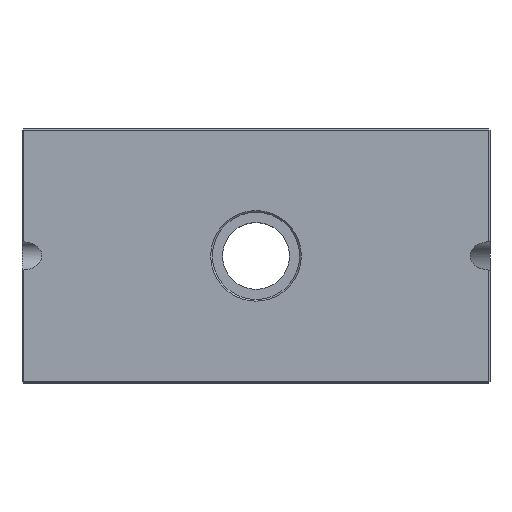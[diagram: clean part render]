
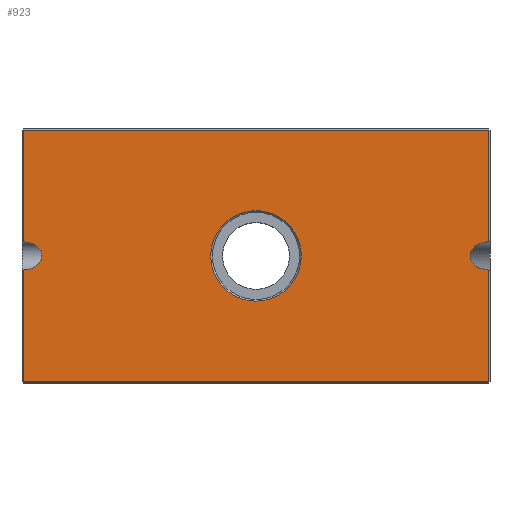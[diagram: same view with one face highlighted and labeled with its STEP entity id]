
A CAD part, top view. The second image highlights one B-rep face of the part: STEP entity #923.
In plain terms, the highlighted planar face has unit normal (0, 0, 1).
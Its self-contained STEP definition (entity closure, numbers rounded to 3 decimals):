
#49=FACE_BOUND('',#179,.T.);
#68=ELLIPSE('',#997,2.994,2.117);
#69=ELLIPSE('',#998,2.994,2.117);
#82=CIRCLE('',#999,6.775);
#125=FACE_OUTER_BOUND('',#178,.T.);
#178=EDGE_LOOP('',(#654,#655,#656,#657,#658,#659,#660,#661));
#179=EDGE_LOOP('',(#662));
#253=LINE('',#1390,#329);
#260=LINE('',#1403,#336);
#263=LINE('',#1410,#339);
#266=LINE('',#1423,#342);
#267=LINE('',#1425,#343);
#268=LINE('',#1427,#344);
#329=VECTOR('',#1113,10.);
#336=VECTOR('',#1126,10.);
#339=VECTOR('',#1133,10.);
#342=VECTOR('',#1146,10.);
#343=VECTOR('',#1147,10.);
#344=VECTOR('',#1148,10.);
#399=VERTEX_POINT('',#1376);
#403=VERTEX_POINT('',#1388);
#405=VERTEX_POINT('',#1394);
#407=VERTEX_POINT('',#1406);
#412=VERTEX_POINT('',#1420);
#413=VERTEX_POINT('',#1422);
#414=VERTEX_POINT('',#1424);
#415=VERTEX_POINT('',#1426);
#416=VERTEX_POINT('',#1429);
#491=EDGE_CURVE('',#403,#399,#253,.T.);
#498=EDGE_CURVE('',#399,#405,#260,.T.);
#502=EDGE_CURVE('',#405,#407,#263,.T.);
#507=EDGE_CURVE('',#403,#412,#68,.T.);
#508=EDGE_CURVE('',#413,#412,#266,.T.);
#509=EDGE_CURVE('',#414,#413,#267,.T.);
#510=EDGE_CURVE('',#415,#414,#268,.T.);
#511=EDGE_CURVE('',#415,#407,#69,.T.);
#512=EDGE_CURVE('',#416,#416,#82,.T.);
#654=ORIENTED_EDGE('',*,*,#502,.F.);
#655=ORIENTED_EDGE('',*,*,#498,.F.);
#656=ORIENTED_EDGE('',*,*,#491,.F.);
#657=ORIENTED_EDGE('',*,*,#507,.T.);
#658=ORIENTED_EDGE('',*,*,#508,.F.);
#659=ORIENTED_EDGE('',*,*,#509,.F.);
#660=ORIENTED_EDGE('',*,*,#510,.F.);
#661=ORIENTED_EDGE('',*,*,#511,.T.);
#662=ORIENTED_EDGE('',*,*,#512,.F.);
#890=PLANE('',#996);
#923=ADVANCED_FACE('',(#125,#49),#890,.T.);
#996=AXIS2_PLACEMENT_3D('',#1419,#1142,#1143);
#997=AXIS2_PLACEMENT_3D('',#1421,#1144,#1145);
#998=AXIS2_PLACEMENT_3D('',#1428,#1149,#1150);
#999=AXIS2_PLACEMENT_3D('',#1430,#1151,#1152);
#1113=DIRECTION('',(0.,1.,0.));
#1126=DIRECTION('',(1.,0.,0.));
#1133=DIRECTION('',(0.,-1.,0.));
#1142=DIRECTION('center_axis',(0.,0.,1.));
#1143=DIRECTION('ref_axis',(1.,0.,0.));
#1144=DIRECTION('center_axis',(0.,0.,-1.));
#1145=DIRECTION('ref_axis',(-1.,0.,0.));
#1146=DIRECTION('',(0.,1.,0.));
#1147=DIRECTION('',(-1.,0.,0.));
#1148=DIRECTION('',(0.,-1.,0.));
#1149=DIRECTION('center_axis',(0.,0.,-1.));
#1150=DIRECTION('ref_axis',(1.,0.,0.));
#1151=DIRECTION('center_axis',(0.,0.,1.));
#1152=DIRECTION('ref_axis',(-1.,0.,0.));
#1376=CARTESIAN_POINT('',(-34.8,18.8,19.));
#1388=CARTESIAN_POINT('',(-34.8,2.112,19.));
#1390=CARTESIAN_POINT('',(-34.8,9.5,19.));
#1394=CARTESIAN_POINT('',(34.8,18.8,19.));
#1403=CARTESIAN_POINT('',(17.5,18.8,19.));
#1406=CARTESIAN_POINT('',(34.8,2.112,19.));
#1410=CARTESIAN_POINT('',(34.8,-9.5,19.));
#1419=CARTESIAN_POINT('Origin',(0.,0.,19.));
#1420=CARTESIAN_POINT('',(-34.8,-2.112,19.));
#1421=CARTESIAN_POINT('Origin',(-35.,0.,19.));
#1422=CARTESIAN_POINT('',(-34.8,-18.8,19.));
#1423=CARTESIAN_POINT('',(-34.8,9.5,19.));
#1424=CARTESIAN_POINT('',(34.8,-18.8,19.));
#1425=CARTESIAN_POINT('',(-17.5,-18.8,19.));
#1426=CARTESIAN_POINT('',(34.8,-2.112,19.));
#1427=CARTESIAN_POINT('',(34.8,-9.5,19.));
#1428=CARTESIAN_POINT('Origin',(35.,0.,19.));
#1429=CARTESIAN_POINT('',(6.775,0.,19.));
#1430=CARTESIAN_POINT('Origin',(0.,0.,19.));
